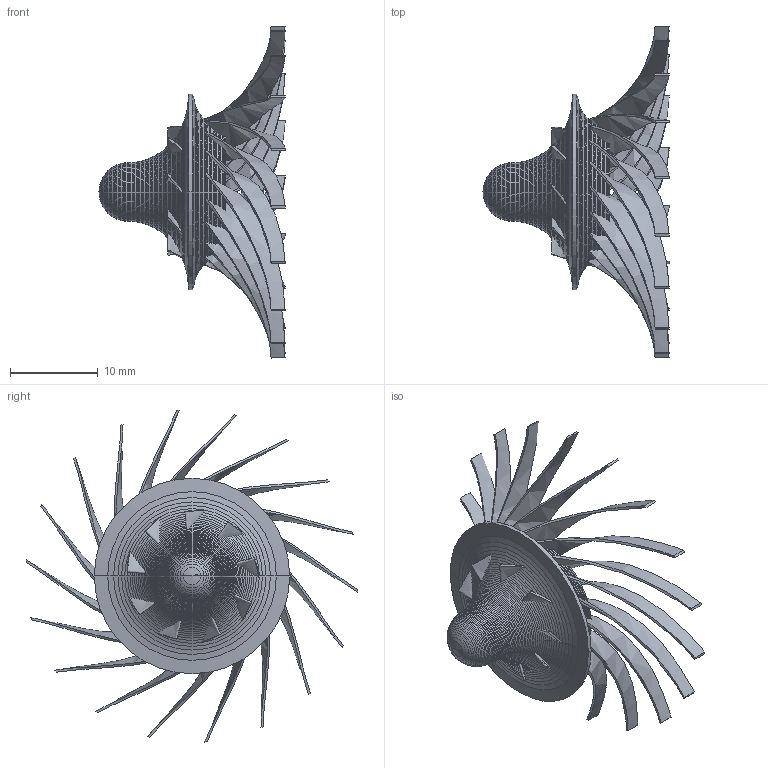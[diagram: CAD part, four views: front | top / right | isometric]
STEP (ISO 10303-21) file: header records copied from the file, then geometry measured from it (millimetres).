
FILE_DESCRIPTION(('Open CASCADE Model'),'2;1');
FILE_NAME('Open CASCADE Shape Model','2023-04-27T18:49:01',('Author'),( 'Open CASCADE'),'Open CASCADE STEP processor 7.7','Open CASCADE 7.7' ,'Unknown');
FILE_SCHEMA(('AUTOMOTIVE_DESIGN { 1 0 10303 214 1 1 1 1 }'));
Length unit declared in the file: millimetre
Products named in the file (39): 6931fd4f-e51b-11ed-abbb-a8db700cb499; 68e5bc63-e51b-11ed-8bf7-a8db700cb499; 68e5bc63-e51b-11ed-8bf7-a8db700cb499_part; 6912f465-e51b-11ed-bc05-a8db700cb499; 6912f465-e51b-11ed-bc05-a8db700cb499_part; 6912f466-e51b-11ed-9c39-a8db700cb499; 6912f466-e51b-11ed-9c39-a8db700cb499_part; 69131cc5-e51b-11ed-9e81-a8db700cb499; 69131cc5-e51b-11ed-9e81-a8db700cb499_part; 69131cc6-e51b-11ed-a235-a8db700cb499; 69131cc6-e51b-11ed-a235-a8db700cb499_part; 69131cc7-e51b-11ed-87af-a8db700cb499; 69131cc7-e51b-11ed-87af-a8db700cb499_part; 691343e5-e51b-11ed-8684-a8db700cb499; 691343e5-e51b-11ed-8684-a8db700cb499_part; 691343e6-e51b-11ed-86a2-a8db700cb499; 691343e6-e51b-11ed-86a2-a8db700cb499_part; 691343e7-e51b-11ed-b674-a8db700cb499; 691343e7-e51b-11ed-b674-a8db700cb499_part; 69136adf-e51b-11ed-90a2-a8db700cb499; 69136adf-e51b-11ed-90a2-a8db700cb499_part; 693186a9-e51b-11ed-9054-a8db700cb499; 693186a9-e51b-11ed-9054-a8db700cb499_part; 693186aa-e51b-11ed-94da-a8db700cb499; 693186aa-e51b-11ed-94da-a8db700cb499_part; 6931af2d-e51b-11ed-8b22-a8db700cb499; 6931af2d-e51b-11ed-8b22-a8db700cb499_part; 6931af2e-e51b-11ed-96d7-a8db700cb499; 6931af2e-e51b-11ed-96d7-a8db700cb499_part; 6931af2f-e51b-11ed-a743-a8db700cb499; 6931af2f-e51b-11ed-a743-a8db700cb499_part; 6931d4d5-e51b-11ed-abcc-a8db700cb499; 6931d4d5-e51b-11ed-abcc-a8db700cb499_part; 6931d4d6-e51b-11ed-ab36-a8db700cb499; 6931d4d6-e51b-11ed-ab36-a8db700cb499_part; 6931d4d7-e51b-11ed-afbd-a8db700cb499; 6931d4d7-e51b-11ed-afbd-a8db700cb499_part; 6931fd4e-e51b-11ed-b09c-a8db700cb499; 6931fd4e-e51b-11ed-b09c-a8db700cb499_part
Assembly tree (38 placements, depth 4):
  6931fd4f-e51b-11ed-abbb-a8db700cb499
    68e5bc63-e51b-11ed-8bf7-a8db700cb499
      68e5bc63-e51b-11ed-8bf7-a8db700cb499_part
    6912f465-e51b-11ed-bc05-a8db700cb499
      6912f465-e51b-11ed-bc05-a8db700cb499_part
      6912f466-e51b-11ed-9c39-a8db700cb499
        6912f466-e51b-11ed-9c39-a8db700cb499_part
      69131cc5-e51b-11ed-9e81-a8db700cb499
        69131cc5-e51b-11ed-9e81-a8db700cb499_part
      69131cc6-e51b-11ed-a235-a8db700cb499
        69131cc6-e51b-11ed-a235-a8db700cb499_part
      69131cc7-e51b-11ed-87af-a8db700cb499
        69131cc7-e51b-11ed-87af-a8db700cb499_part
      691343e5-e51b-11ed-8684-a8db700cb499
        691343e5-e51b-11ed-8684-a8db700cb499_part
      691343e6-e51b-11ed-86a2-a8db700cb499
        691343e6-e51b-11ed-86a2-a8db700cb499_part
      691343e7-e51b-11ed-b674-a8db700cb499
        691343e7-e51b-11ed-b674-a8db700cb499_part
      69136adf-e51b-11ed-90a2-a8db700cb499
        69136adf-e51b-11ed-90a2-a8db700cb499_part
    693186a9-e51b-11ed-9054-a8db700cb499
      693186a9-e51b-11ed-9054-a8db700cb499_part
      693186aa-e51b-11ed-94da-a8db700cb499
        693186aa-e51b-11ed-94da-a8db700cb499_part
      6931af2d-e51b-11ed-8b22-a8db700cb499
        6931af2d-e51b-11ed-8b22-a8db700cb499_part
      6931af2e-e51b-11ed-96d7-a8db700cb499
        6931af2e-e51b-11ed-96d7-a8db700cb499_part
      6931af2f-e51b-11ed-a743-a8db700cb499
        6931af2f-e51b-11ed-a743-a8db700cb499_part
      6931d4d5-e51b-11ed-abcc-a8db700cb499
        6931d4d5-e51b-11ed-abcc-a8db700cb499_part
      6931d4d6-e51b-11ed-ab36-a8db700cb499
        6931d4d6-e51b-11ed-ab36-a8db700cb499_part
      6931d4d7-e51b-11ed-afbd-a8db700cb499
        6931d4d7-e51b-11ed-afbd-a8db700cb499_part
      6931fd4e-e51b-11ed-b09c-a8db700cb499
        6931fd4e-e51b-11ed-b09c-a8db700cb499_part
Bounding box: 21.24 x 37.87 x 37.88 mm (x, y, z)
Volume: 1974.6 mm3; surface area: 4569.3 mm2
Topology: 20 solids, 20 shells, 270 faces, 703 edges, 462 vertices
Faces by surface type: cone 192, bspline 72, plane 4, cylinder 2
Entity records: 48264 total; most frequent: CARTESIAN_POINT 34605, DIRECTION 2168, ORIENTED_EDGE 1384, PCURVE 1384, DEFINITIONAL_REPRESENTATION 1384, LINE 1304, VECTOR 1304, EDGE_CURVE 692
